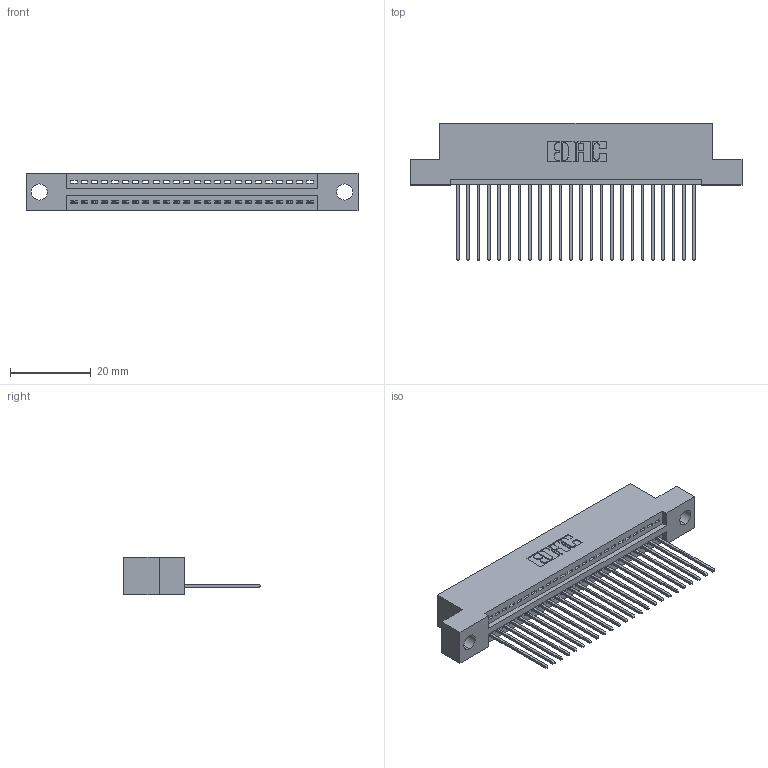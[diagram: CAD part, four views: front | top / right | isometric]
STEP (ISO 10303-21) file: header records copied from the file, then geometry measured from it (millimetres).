
FILE_DESCRIPTION (( 'STEP AP203' ), '1' );
FILE_NAME ('395-024-541-104.STEP', '2019-10-18T06:17:42', ( '' ), ( '' ), 'SwSTEP 2.0', 'SolidWorks 2016', '' );
FILE_SCHEMA (( 'CONFIG_CONTROL_DESIGN' ));
Length unit declared in the file: inch
Products named in the file (3): 395-024-541-104; 345 Part_Flush Mounting Lugs - 0.156 Dia-TH; 345-292-001_345-293-141
Assembly tree (25 placements, depth 2):
  395-024-541-104
    345 Part_Flush Mounting Lugs - 0.156 Dia-TH
    345-292-001_345-293-141  x24
Bounding box: 82.17 x 33.96 x 9.4 mm (x, y, z)
Volume: 7648.4 mm3; surface area: 10194.1 mm2
Topology: 25 solids, 25 shells, 1518 faces, 4565 edges, 3010 vertices
Faces by surface type: plane 1040, cylinder 478
Entity records: 20507 total; most frequent: CARTESIAN_POINT 3560, ORIENTED_EDGE 3518, DIRECTION 3135, EDGE_CURVE 1759, LINE 1531, VECTOR 1531, VERTEX_POINT 1170, AXIS2_PLACEMENT_3D 802
